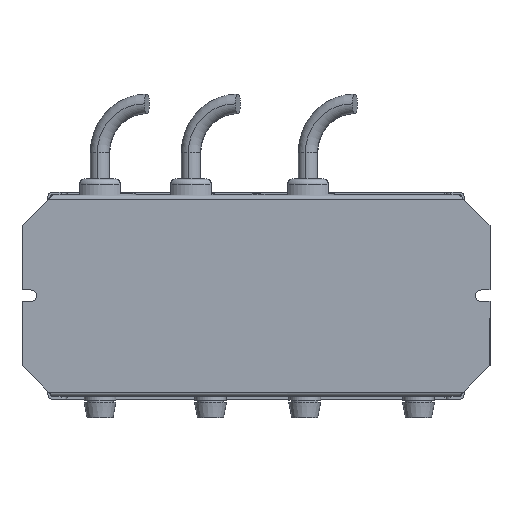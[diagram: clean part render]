
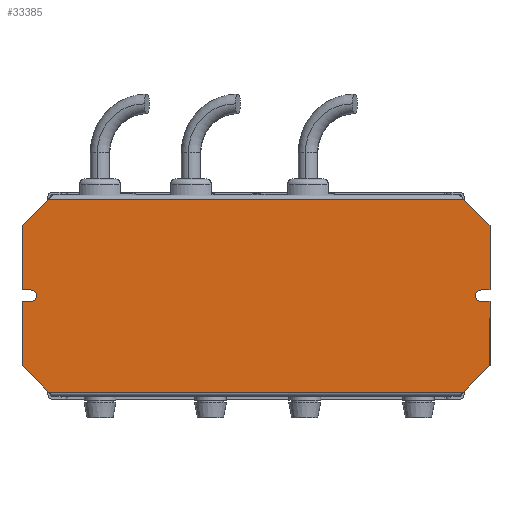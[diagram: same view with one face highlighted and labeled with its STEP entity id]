
A CAD part, front view. The second image highlights one B-rep face of the part: STEP entity #33385.
In plain terms, the highlighted planar face has unit normal (0, -1, 0).
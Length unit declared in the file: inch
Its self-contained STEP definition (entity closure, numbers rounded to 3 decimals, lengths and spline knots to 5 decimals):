
#544 = VECTOR ( 'NONE', #15023, 39.37008 ) ;
#1033 = VERTEX_POINT ( 'NONE', #22473 ) ;
#1191 = AXIS2_PLACEMENT_3D ( 'NONE', #28998, #24832, #3739 ) ;
#1416 = CARTESIAN_POINT ( 'NONE',  ( -4.33, 0., 0.11 ) ) ;
#1726 = CARTESIAN_POINT ( 'NONE',  ( 3.92, 0., -1.92916 ) ) ;
#2036 = DIRECTION ( 'NONE',  ( -1., 0., 0. ) ) ;
#2549 = LINE ( 'NONE', #1726, #544 ) ;
#3015 = LINE ( 'NONE', #37639, #32414 ) ;
#3520 = EDGE_CURVE ( 'NONE', #51943, #9886, #4877, .T. ) ;
#3739 = DIRECTION ( 'NONE',  ( 0., 0., 1. ) ) ;
#4381 = ORIENTED_EDGE ( 'NONE', *, *, #27812, .T. ) ;
#4401 = EDGE_CURVE ( 'NONE', #10094, #28966, #45665, .T. ) ;
#4489 = LINE ( 'NONE', #21408, #4744 ) ;
#4607 = CARTESIAN_POINT ( 'NONE',  ( -3.92, 0., 1.92916 ) ) ;
#4744 = VECTOR ( 'NONE', #5582, 39.37008 ) ;
#4877 = LINE ( 'NONE', #4607, #48886 ) ;
#5582 = DIRECTION ( 'NONE',  ( 1., 0., 0. ) ) ;
#5781 = CIRCLE ( 'NONE', #50972, 0.11 ) ;
#6076 = ORIENTED_EDGE ( 'NONE', *, *, #49638, .F. ) ;
#6580 = CARTESIAN_POINT ( 'NONE',  ( -3.92, 0., -1.92916 ) ) ;
#7703 = VECTOR ( 'NONE', #28060, 39.37008 ) ;
#7732 = CARTESIAN_POINT ( 'NONE',  ( -4.5, 0., -0.11 ) ) ;
#8220 = VERTEX_POINT ( 'NONE', #42914 ) ;
#8432 = CARTESIAN_POINT ( 'NONE',  ( -3.99616, 0., -1.853 ) ) ;
#8611 = VERTEX_POINT ( 'NONE', #1416 ) ;
#8919 = EDGE_CURVE ( 'NONE', #31598, #12434, #18523, .T. ) ;
#9163 = ORIENTED_EDGE ( 'NONE', *, *, #25088, .F. ) ;
#9575 = VECTOR ( 'NONE', #10759, 39.37008 ) ;
#9886 = VERTEX_POINT ( 'NONE', #21639 ) ;
#10094 = VERTEX_POINT ( 'NONE', #7732 ) ;
#10726 = VERTEX_POINT ( 'NONE', #23073 ) ;
#10759 = DIRECTION ( 'NONE',  ( -0.707, 0., 0.707 ) ) ;
#11272 = DIRECTION ( 'NONE',  ( 0., -1., 0. ) ) ;
#11385 = VECTOR ( 'NONE', #21194, 39.37008 ) ;
#12079 = PLANE ( 'NONE',  #1191 ) ;
#12434 = VERTEX_POINT ( 'NONE', #36424 ) ;
#13339 = CARTESIAN_POINT ( 'NONE',  ( 4.33, 0., 0.11 ) ) ;
#15023 = DIRECTION ( 'NONE',  ( -0.707, 0., -0.707 ) ) ;
#15425 = VERTEX_POINT ( 'NONE', #50623 ) ;
#15574 = DIRECTION ( 'NONE',  ( 0., -1., 0. ) ) ;
#16629 = CIRCLE ( 'NONE', #19297, 0.11 ) ;
#16707 = VECTOR ( 'NONE', #35833, 39.37008 ) ;
#17937 = EDGE_CURVE ( 'NONE', #15425, #1033, #24124, .T. ) ;
#18364 = VECTOR ( 'NONE', #34176, 39.37008 ) ;
#18523 = LINE ( 'NONE', #6580, #9575 ) ;
#18908 = LINE ( 'NONE', #36619, #7703 ) ;
#18941 = LINE ( 'NONE', #31406, #16707 ) ;
#19252 = VECTOR ( 'NONE', #2036, 39.37008 ) ;
#19297 = AXIS2_PLACEMENT_3D ( 'NONE', #36368, #15574, #28348 ) ;
#20369 = CARTESIAN_POINT ( 'NONE',  ( 3.92, 0., 1.92916 ) ) ;
#20585 = LINE ( 'NONE', #37760, #47593 ) ;
#20990 = DIRECTION ( 'NONE',  ( 1., 0., 0. ) ) ;
#21194 = DIRECTION ( 'NONE',  ( 0.707, 0., -0.707 ) ) ;
#21408 = CARTESIAN_POINT ( 'NONE',  ( 4.5, 0., -0.11 ) ) ;
#21520 = DIRECTION ( 'NONE',  ( 0.707, 0., 0.707 ) ) ;
#21639 = CARTESIAN_POINT ( 'NONE',  ( -3.99616, 0., 1.853 ) ) ;
#21690 = VERTEX_POINT ( 'NONE', #45487 ) ;
#22473 = CARTESIAN_POINT ( 'NONE',  ( 4.5, 0., -1.34916 ) ) ;
#23073 = CARTESIAN_POINT ( 'NONE',  ( -4.5, 0., 0.11 ) ) ;
#23683 = ORIENTED_EDGE ( 'NONE', *, *, #49546, .F. ) ;
#24124 = LINE ( 'NONE', #32723, #33981 ) ;
#24139 = CARTESIAN_POINT ( 'NONE',  ( 3.99616, 0., 1.853 ) ) ;
#24832 = DIRECTION ( 'NONE',  ( 0., 1., 0. ) ) ;
#25088 = EDGE_CURVE ( 'NONE', #8220, #38120, #28077, .T. ) ;
#25570 = CARTESIAN_POINT ( 'NONE',  ( -4.5, 0., 1.34916 ) ) ;
#27812 = EDGE_CURVE ( 'NONE', #51943, #10726, #3015, .T. ) ;
#28060 = DIRECTION ( 'NONE',  ( -1., 0., 0. ) ) ;
#28077 = LINE ( 'NONE', #39979, #32292 ) ;
#28348 = DIRECTION ( 'NONE',  ( 0., 0., -1. ) ) ;
#28966 = VERTEX_POINT ( 'NONE', #32541 ) ;
#28998 = CARTESIAN_POINT ( 'NONE',  ( 4.5, 0., -1.853 ) ) ;
#29704 = ORIENTED_EDGE ( 'NONE', *, *, #44885, .F. ) ;
#30153 = ORIENTED_EDGE ( 'NONE', *, *, #50265, .F. ) ;
#30545 = VERTEX_POINT ( 'NONE', #32266 ) ;
#30712 = EDGE_CURVE ( 'NONE', #38120, #44507, #45838, .T. ) ;
#30871 = EDGE_CURVE ( 'NONE', #34050, #9886, #18908, .T. ) ;
#31105 = ORIENTED_EDGE ( 'NONE', *, *, #30712, .F. ) ;
#31406 = CARTESIAN_POINT ( 'NONE',  ( -4.5, 0., -1.853 ) ) ;
#31598 = VERTEX_POINT ( 'NONE', #8432 ) ;
#32266 = CARTESIAN_POINT ( 'NONE',  ( 3.99616, 0., -1.853 ) ) ;
#32292 = VECTOR ( 'NONE', #48874, 39.37008 ) ;
#32414 = VECTOR ( 'NONE', #37104, 39.37008 ) ;
#32541 = CARTESIAN_POINT ( 'NONE',  ( -4.33, 0., -0.11 ) ) ;
#32723 = CARTESIAN_POINT ( 'NONE',  ( 4.5, 0., -1.853 ) ) ;
#33133 = FACE_OUTER_BOUND ( 'NONE', #41393, .T. ) ;
#33385 = ADVANCED_FACE ( 'NONE', ( #33133 ), #12079, .F. ) ;
#33620 = CARTESIAN_POINT ( 'NONE',  ( 4.5, 0., 0.11 ) ) ;
#33766 = EDGE_CURVE ( 'NONE', #21690, #15425, #4489, .T. ) ;
#33981 = VECTOR ( 'NONE', #49652, 39.37008 ) ;
#34050 = VERTEX_POINT ( 'NONE', #24139 ) ;
#34175 = ORIENTED_EDGE ( 'NONE', *, *, #42763, .F. ) ;
#34176 = DIRECTION ( 'NONE',  ( -1., 0., 0. ) ) ;
#35833 = DIRECTION ( 'NONE',  ( 0., 0., -1. ) ) ;
#36368 = CARTESIAN_POINT ( 'NONE',  ( -4.33, 0., 0. ) ) ;
#36424 = CARTESIAN_POINT ( 'NONE',  ( -4.5, 0., -1.34916 ) ) ;
#36619 = CARTESIAN_POINT ( 'NONE',  ( 4.5, 0., 1.853 ) ) ;
#36812 = ORIENTED_EDGE ( 'NONE', *, *, #37790, .F. ) ;
#37104 = DIRECTION ( 'NONE',  ( 0., 0., -1. ) ) ;
#37639 = CARTESIAN_POINT ( 'NONE',  ( -4.5, 0., -1.853 ) ) ;
#37760 = CARTESIAN_POINT ( 'NONE',  ( -4.5, 0., 0.11 ) ) ;
#37790 = EDGE_CURVE ( 'NONE', #44507, #21690, #5781, .T. ) ;
#38120 = VERTEX_POINT ( 'NONE', #33620 ) ;
#38154 = CARTESIAN_POINT ( 'NONE',  ( -4.5, 0., -0.11 ) ) ;
#39979 = CARTESIAN_POINT ( 'NONE',  ( 4.5, 0., -1.853 ) ) ;
#40019 = LINE ( 'NONE', #53093, #19252 ) ;
#40897 = DIRECTION ( 'NONE',  ( 0., 0., 1. ) ) ;
#41275 = ORIENTED_EDGE ( 'NONE', *, *, #30871, .T. ) ;
#41393 = EDGE_LOOP ( 'NONE', ( #4381, #6076, #30153, #50082, #42128, #46660, #23683, #34175, #42886, #53017, #36812, #31105, #9163, #29704, #41275, #52693 ) ) ;
#41796 = VECTOR ( 'NONE', #20990, 39.37008 ) ;
#41921 = DIRECTION ( 'NONE',  ( -1., 0., 0. ) ) ;
#42128 = ORIENTED_EDGE ( 'NONE', *, *, #45151, .T. ) ;
#42247 = LINE ( 'NONE', #20369, #11385 ) ;
#42763 = EDGE_CURVE ( 'NONE', #1033, #30545, #2549, .T. ) ;
#42886 = ORIENTED_EDGE ( 'NONE', *, *, #17937, .F. ) ;
#42914 = CARTESIAN_POINT ( 'NONE',  ( 4.5, 0., 1.34916 ) ) ;
#44507 = VERTEX_POINT ( 'NONE', #13339 ) ;
#44885 = EDGE_CURVE ( 'NONE', #34050, #8220, #42247, .T. ) ;
#45151 = EDGE_CURVE ( 'NONE', #10094, #12434, #18941, .T. ) ;
#45487 = CARTESIAN_POINT ( 'NONE',  ( 4.33, 0., -0.11 ) ) ;
#45665 = LINE ( 'NONE', #38154, #41796 ) ;
#45838 = LINE ( 'NONE', #50583, #18364 ) ;
#46660 = ORIENTED_EDGE ( 'NONE', *, *, #8919, .F. ) ;
#47593 = VECTOR ( 'NONE', #41921, 39.37008 ) ;
#48874 = DIRECTION ( 'NONE',  ( 0., 0., -1. ) ) ;
#48886 = VECTOR ( 'NONE', #21520, 39.37008 ) ;
#49546 = EDGE_CURVE ( 'NONE', #30545, #31598, #40019, .T. ) ;
#49638 = EDGE_CURVE ( 'NONE', #8611, #10726, #20585, .T. ) ;
#49652 = DIRECTION ( 'NONE',  ( 0., 0., -1. ) ) ;
#50082 = ORIENTED_EDGE ( 'NONE', *, *, #4401, .F. ) ;
#50265 = EDGE_CURVE ( 'NONE', #28966, #8611, #16629, .T. ) ;
#50583 = CARTESIAN_POINT ( 'NONE',  ( 4.5, 0., 0.11 ) ) ;
#50623 = CARTESIAN_POINT ( 'NONE',  ( 4.5, 0., -0.11 ) ) ;
#50972 = AXIS2_PLACEMENT_3D ( 'NONE', #53704, #11272, #40897 ) ;
#51943 = VERTEX_POINT ( 'NONE', #25570 ) ;
#52693 = ORIENTED_EDGE ( 'NONE', *, *, #3520, .F. ) ;
#53017 = ORIENTED_EDGE ( 'NONE', *, *, #33766, .F. ) ;
#53093 = CARTESIAN_POINT ( 'NONE',  ( 4.5, 0., -1.853 ) ) ;
#53704 = CARTESIAN_POINT ( 'NONE',  ( 4.33, 0., 0. ) ) ;
